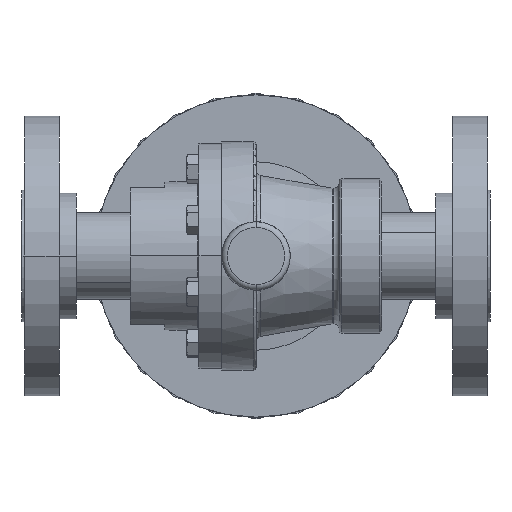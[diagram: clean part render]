
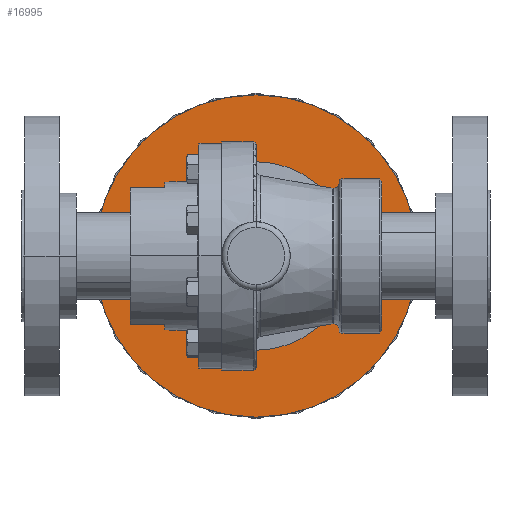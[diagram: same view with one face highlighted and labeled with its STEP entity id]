
A CAD part, front view. The second image highlights one B-rep face of the part: STEP entity #16995.
In plain terms, the highlighted planar face has unit normal (0, -1, 0).
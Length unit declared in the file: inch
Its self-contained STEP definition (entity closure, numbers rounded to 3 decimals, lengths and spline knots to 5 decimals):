
#769 = AXIS2_PLACEMENT_3D ( 'NONE', #15880, #4711, #17755 ) ;
#1915 = CIRCLE ( 'NONE', #12652, 2.06306 ) ;
#2671 = CARTESIAN_POINT ( 'NONE',  ( 0., 3., 0. ) ) ;
#3291 = CARTESIAN_POINT ( 'NONE',  ( 0., 3., 0. ) ) ;
#3486 = CARTESIAN_POINT ( 'NONE',  ( 0., 3., -3.53 ) ) ;
#3799 = AXIS2_PLACEMENT_3D ( 'NONE', #4621, #17669, #6520 ) ;
#4544 = DIRECTION ( 'NONE',  ( 0., 0., -1. ) ) ;
#4621 = CARTESIAN_POINT ( 'NONE',  ( 2.06306, 3., 0. ) ) ;
#4711 = DIRECTION ( 'NONE',  ( 0., -1., 0. ) ) ;
#4774 = EDGE_LOOP ( 'NONE', ( #20785, #18475 ) ) ;
#5171 = DIRECTION ( 'NONE',  ( 0., 0., -1. ) ) ;
#6520 = DIRECTION ( 'NONE',  ( 0., 0., -1. ) ) ;
#7603 = FACE_OUTER_BOUND ( 'NONE', #4774, .T. ) ;
#8223 = ORIENTED_EDGE ( 'NONE', *, *, #14015, .F. ) ;
#9626 = EDGE_CURVE ( 'NONE', #22738, #20258, #13378, .T. ) ;
#11109 = CARTESIAN_POINT ( 'NONE',  ( 0., 3., 0. ) ) ;
#11879 = PLANE ( 'NONE',  #3799 ) ;
#12539 = AXIS2_PLACEMENT_3D ( 'NONE', #3291, #16340, #5171 ) ;
#12652 = AXIS2_PLACEMENT_3D ( 'NONE', #11109, #24177, #12967 ) ;
#12967 = DIRECTION ( 'NONE',  ( 0., 0., -1. ) ) ;
#13316 = CARTESIAN_POINT ( 'NONE',  ( 0., 3., 2.06306 ) ) ;
#13378 = CIRCLE ( 'NONE', #17728, 3.53 ) ;
#14015 = EDGE_CURVE ( 'NONE', #20781, #14466, #16828, .T. ) ;
#14466 = VERTEX_POINT ( 'NONE', #23060 ) ;
#15232 = CARTESIAN_POINT ( 'NONE',  ( 0., 3., 3.53 ) ) ;
#15722 = DIRECTION ( 'NONE',  ( 0., 1., 0. ) ) ;
#15880 = CARTESIAN_POINT ( 'NONE',  ( 0., 3., 0. ) ) ;
#16340 = DIRECTION ( 'NONE',  ( 0., 1., 0. ) ) ;
#16828 = CIRCLE ( 'NONE', #769, 2.06306 ) ;
#16995 = ADVANCED_FACE ( 'NONE', ( #7603, #21906 ), #11879, .T. ) ;
#17151 = EDGE_CURVE ( 'NONE', #20258, #22738, #22799, .T. ) ;
#17669 = DIRECTION ( 'NONE',  ( 0., -1., 0. ) ) ;
#17728 = AXIS2_PLACEMENT_3D ( 'NONE', #2671, #15722, #4544 ) ;
#17755 = DIRECTION ( 'NONE',  ( 0., 0., -1. ) ) ;
#18475 = ORIENTED_EDGE ( 'NONE', *, *, #9626, .F. ) ;
#20258 = VERTEX_POINT ( 'NONE', #15232 ) ;
#20781 = VERTEX_POINT ( 'NONE', #13316 ) ;
#20785 = ORIENTED_EDGE ( 'NONE', *, *, #17151, .F. ) ;
#21906 = FACE_BOUND ( 'NONE', #22309, .T. ) ;
#21947 = ORIENTED_EDGE ( 'NONE', *, *, #23879, .F. ) ;
#22309 = EDGE_LOOP ( 'NONE', ( #8223, #21947 ) ) ;
#22738 = VERTEX_POINT ( 'NONE', #3486 ) ;
#22799 = CIRCLE ( 'NONE', #12539, 3.53 ) ;
#23060 = CARTESIAN_POINT ( 'NONE',  ( 0., 3., -2.06306 ) ) ;
#23879 = EDGE_CURVE ( 'NONE', #14466, #20781, #1915, .T. ) ;
#24177 = DIRECTION ( 'NONE',  ( 0., -1., 0. ) ) ;
